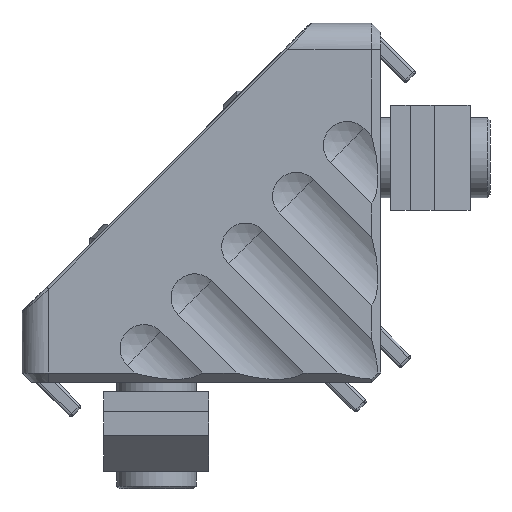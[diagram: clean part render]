
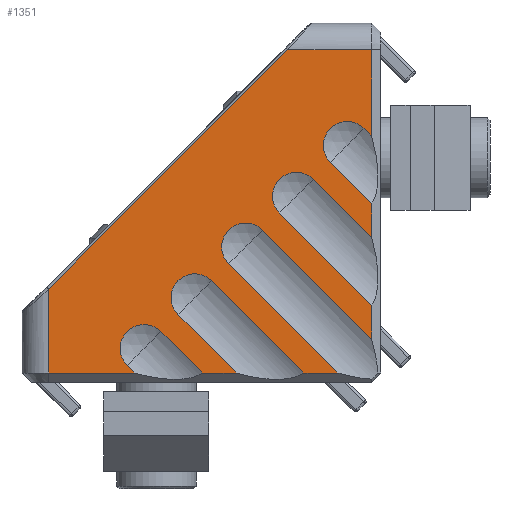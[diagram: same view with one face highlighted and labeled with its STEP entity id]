
A CAD part, left-side view. The second image highlights one B-rep face of the part: STEP entity #1351.
In plain terms, the highlighted planar face has unit normal (-1, 0, 0).
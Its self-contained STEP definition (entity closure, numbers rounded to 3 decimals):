
#1147=CARTESIAN_POINT('',(-14.,27.0,0.));
#1148=DIRECTION('',(-1.0,0.0,0.0));
#1149=DIRECTION('',(0.0,0.0,1.0));
#1150=AXIS2_PLACEMENT_3D('',#1147,#1148,#1149);
#1151=PLANE('',#1150);
#1152=CARTESIAN_POINT('',(-14.,0.7,10.877));
#1153=VERTEX_POINT('',#1152);
#1154=CARTESIAN_POINT('',(-14.,0.7,13.434));
#1155=VERTEX_POINT('',#1154);
#1156=CARTESIAN_POINT('',(-14.,0.7,10.877));
#1157=DIRECTION('',(0.0,0.0,1.0));
#1158=VECTOR('',#1157,2.557);
#1159=LINE('',#1156,#1158);
#1160=EDGE_CURVE('',#1153,#1155,#1159,.T.);
#1161=ORIENTED_EDGE('',*,*,#1160,.T.);
#1162=CARTESIAN_POINT('',(-14.,3.816,16.549));
#1163=VERTEX_POINT('',#1162);
#1164=CARTESIAN_POINT('',(-14.,0.7,13.434));
#1165=DIRECTION('',(0.0,0.707,0.707));
#1166=VECTOR('',#1165,4.406);
#1167=LINE('',#1164,#1166);
#1168=EDGE_CURVE('',#1155,#1163,#1167,.T.);
#1169=ORIENTED_EDGE('',*,*,#1168,.T.);
#1170=CARTESIAN_POINT('',(-14.,1.276,19.089));
#1171=VERTEX_POINT('',#1170);
#1172=CARTESIAN_POINT('',(-14.,2.546,17.819));
#1173=DIRECTION('',(1.0,0.0,0.0));
#1174=DIRECTION('',(0.0,0.0,1.0));
#1175=AXIS2_PLACEMENT_3D('',#1172,#1173,#1174);
#1176=CIRCLE('',#1175,1.796);
#1177=EDGE_CURVE('',#1163,#1171,#1176,.T.);
#1178=ORIENTED_EDGE('',*,*,#1177,.T.);
#1179=CARTESIAN_POINT('',(-14.,0.7,18.513));
#1180=VERTEX_POINT('',#1179);
#1181=CARTESIAN_POINT('',(-14.,1.276,19.089));
#1182=DIRECTION('',(0.0,-0.707,-0.707));
#1183=VECTOR('',#1182,0.814);
#1184=LINE('',#1181,#1183);
#1185=EDGE_CURVE('',#1171,#1180,#1184,.T.);
#1186=ORIENTED_EDGE('',*,*,#1185,.T.);
#1187=CARTESIAN_POINT('',(-14.,0.7,25.));
#1188=VERTEX_POINT('',#1187);
#1189=CARTESIAN_POINT('',(-14.,0.7,18.513));
#1190=DIRECTION('',(0.0,0.0,1.0));
#1191=VECTOR('',#1190,6.487);
#1192=LINE('',#1189,#1191);
#1193=EDGE_CURVE('',#1180,#1188,#1192,.T.);
#1194=ORIENTED_EDGE('',*,*,#1193,.T.);
#1195=CARTESIAN_POINT('',(-14.,7.017,25.));
#1196=VERTEX_POINT('',#1195);
#1197=CARTESIAN_POINT('',(-14.,0.7,25.));
#1198=DIRECTION('',(0.0,1.0,0.0));
#1199=VECTOR('',#1198,6.317);
#1200=LINE('',#1197,#1199);
#1201=EDGE_CURVE('',#1188,#1196,#1200,.T.);
#1202=ORIENTED_EDGE('',*,*,#1201,.T.);
#1203=CARTESIAN_POINT('',(-14.,25.,7.017));
#1204=VERTEX_POINT('',#1203);
#1205=CARTESIAN_POINT('',(-14.,7.017,25.));
#1206=DIRECTION('',(0.0,0.707,-0.707));
#1207=VECTOR('',#1206,25.432);
#1208=LINE('',#1205,#1207);
#1209=EDGE_CURVE('',#1196,#1204,#1208,.T.);
#1210=ORIENTED_EDGE('',*,*,#1209,.T.);
#1211=CARTESIAN_POINT('',(-14.,25.0,0.7));
#1212=VERTEX_POINT('',#1211);
#1213=CARTESIAN_POINT('',(-14.,25.,7.017));
#1214=DIRECTION('',(0.0,0.0,-1.0));
#1215=VECTOR('',#1214,6.317);
#1216=LINE('',#1213,#1215);
#1217=EDGE_CURVE('',#1204,#1212,#1216,.T.);
#1218=ORIENTED_EDGE('',*,*,#1217,.T.);
#1219=CARTESIAN_POINT('',(-14.,18.513,0.7));
#1220=VERTEX_POINT('',#1219);
#1221=CARTESIAN_POINT('',(-14.,25.0,0.7));
#1222=DIRECTION('',(0.0,-1.0,0.0));
#1223=VECTOR('',#1222,6.487);
#1224=LINE('',#1221,#1223);
#1225=EDGE_CURVE('',#1212,#1220,#1224,.T.);
#1226=ORIENTED_EDGE('',*,*,#1225,.T.);
#1227=CARTESIAN_POINT('',(-14.,19.089,1.276));
#1228=VERTEX_POINT('',#1227);
#1229=CARTESIAN_POINT('',(-14.,18.513,0.7));
#1230=DIRECTION('',(0.0,0.707,0.707));
#1231=VECTOR('',#1230,0.814);
#1232=LINE('',#1229,#1231);
#1233=EDGE_CURVE('',#1220,#1228,#1232,.T.);
#1234=ORIENTED_EDGE('',*,*,#1233,.T.);
#1235=CARTESIAN_POINT('',(-14.,16.549,3.816));
#1236=VERTEX_POINT('',#1235);
#1237=CARTESIAN_POINT('',(-14.,17.819,2.546));
#1238=DIRECTION('',(1.0,0.0,0.0));
#1239=DIRECTION('',(0.0,0.0,1.0));
#1240=AXIS2_PLACEMENT_3D('',#1237,#1238,#1239);
#1241=CIRCLE('',#1240,1.796);
#1242=EDGE_CURVE('',#1228,#1236,#1241,.T.);
#1243=ORIENTED_EDGE('',*,*,#1242,.T.);
#1244=CARTESIAN_POINT('',(-14.,13.434,0.7));
#1245=VERTEX_POINT('',#1244);
#1246=CARTESIAN_POINT('',(-14.,16.549,3.816));
#1247=DIRECTION('',(0.0,-0.707,-0.707));
#1248=VECTOR('',#1247,4.406);
#1249=LINE('',#1246,#1248);
#1250=EDGE_CURVE('',#1236,#1245,#1249,.T.);
#1251=ORIENTED_EDGE('',*,*,#1250,.T.);
#1252=CARTESIAN_POINT('',(-14.,10.877,0.7));
#1253=VERTEX_POINT('',#1252);
#1254=CARTESIAN_POINT('',(-14.,13.434,0.7));
#1255=DIRECTION('',(0.0,-1.0,0.0));
#1256=VECTOR('',#1255,2.557);
#1257=LINE('',#1254,#1256);
#1258=EDGE_CURVE('',#1245,#1253,#1257,.T.);
#1259=ORIENTED_EDGE('',*,*,#1258,.T.);
#1260=CARTESIAN_POINT('',(-14.,15.271,5.094));
#1261=VERTEX_POINT('',#1260);
#1262=CARTESIAN_POINT('',(-14.,10.877,0.7));
#1263=DIRECTION('',(0.0,0.707,0.707));
#1264=VECTOR('',#1263,6.214);
#1265=LINE('',#1262,#1264);
#1266=EDGE_CURVE('',#1253,#1261,#1265,.T.);
#1267=ORIENTED_EDGE('',*,*,#1266,.T.);
#1268=CARTESIAN_POINT('',(-14.,12.731,7.634));
#1269=VERTEX_POINT('',#1268);
#1270=CARTESIAN_POINT('',(-14.,14.001,6.364));
#1271=DIRECTION('',(1.0,0.0,0.0));
#1272=DIRECTION('',(0.0,0.0,1.0));
#1273=AXIS2_PLACEMENT_3D('',#1270,#1271,#1272);
#1274=CIRCLE('',#1273,1.796);
#1275=EDGE_CURVE('',#1261,#1269,#1274,.T.);
#1276=ORIENTED_EDGE('',*,*,#1275,.T.);
#1277=CARTESIAN_POINT('',(-14.,5.797,0.7));
#1278=VERTEX_POINT('',#1277);
#1279=CARTESIAN_POINT('',(-14.,12.731,7.634));
#1280=DIRECTION('',(0.0,-0.707,-0.707));
#1281=VECTOR('',#1280,9.806);
#1282=LINE('',#1279,#1281);
#1283=EDGE_CURVE('',#1269,#1278,#1282,.T.);
#1284=ORIENTED_EDGE('',*,*,#1283,.T.);
#1285=CARTESIAN_POINT('',(-14.,3.24,0.7));
#1286=VERTEX_POINT('',#1285);
#1287=CARTESIAN_POINT('',(-14.,5.797,0.7));
#1288=DIRECTION('',(0.0,-1.0,0.0));
#1289=VECTOR('',#1288,2.557);
#1290=LINE('',#1287,#1289);
#1291=EDGE_CURVE('',#1278,#1286,#1290,.T.);
#1292=ORIENTED_EDGE('',*,*,#1291,.T.);
#1293=CARTESIAN_POINT('',(-14.,11.452,8.912));
#1294=VERTEX_POINT('',#1293);
#1295=CARTESIAN_POINT('',(-14.,3.24,0.7));
#1296=DIRECTION('',(0.0,0.707,0.707));
#1297=VECTOR('',#1296,11.614);
#1298=LINE('',#1295,#1297);
#1299=EDGE_CURVE('',#1286,#1294,#1298,.T.);
#1300=ORIENTED_EDGE('',*,*,#1299,.T.);
#1301=CARTESIAN_POINT('',(-14.,8.912,11.452));
#1302=VERTEX_POINT('',#1301);
#1303=CARTESIAN_POINT('',(-14.,10.182,10.182));
#1304=DIRECTION('',(1.0,0.0,0.0));
#1305=DIRECTION('',(0.0,0.0,1.0));
#1306=AXIS2_PLACEMENT_3D('',#1303,#1304,#1305);
#1307=CIRCLE('',#1306,1.796);
#1308=EDGE_CURVE('',#1294,#1302,#1307,.T.);
#1309=ORIENTED_EDGE('',*,*,#1308,.T.);
#1310=CARTESIAN_POINT('',(-14.,0.7,3.24));
#1311=VERTEX_POINT('',#1310);
#1312=CARTESIAN_POINT('',(-14.,8.912,11.452));
#1313=DIRECTION('',(0.0,-0.707,-0.707));
#1314=VECTOR('',#1313,11.614);
#1315=LINE('',#1312,#1314);
#1316=EDGE_CURVE('',#1302,#1311,#1315,.T.);
#1317=ORIENTED_EDGE('',*,*,#1316,.T.);
#1318=CARTESIAN_POINT('',(-14.,0.7,5.797));
#1319=VERTEX_POINT('',#1318);
#1320=CARTESIAN_POINT('',(-14.,0.7,3.24));
#1321=DIRECTION('',(0.0,0.0,1.0));
#1322=VECTOR('',#1321,2.557);
#1323=LINE('',#1320,#1322);
#1324=EDGE_CURVE('',#1311,#1319,#1323,.T.);
#1325=ORIENTED_EDGE('',*,*,#1324,.T.);
#1326=CARTESIAN_POINT('',(-14.,7.634,12.731));
#1327=VERTEX_POINT('',#1326);
#1328=CARTESIAN_POINT('',(-14.,0.7,5.797));
#1329=DIRECTION('',(0.0,0.707,0.707));
#1330=VECTOR('',#1329,9.806);
#1331=LINE('',#1328,#1330);
#1332=EDGE_CURVE('',#1319,#1327,#1331,.T.);
#1333=ORIENTED_EDGE('',*,*,#1332,.T.);
#1334=CARTESIAN_POINT('',(-14.,5.094,15.271));
#1335=VERTEX_POINT('',#1334);
#1336=CARTESIAN_POINT('',(-14.,6.364,14.001));
#1337=DIRECTION('',(1.0,0.0,0.0));
#1338=DIRECTION('',(0.0,0.0,1.0));
#1339=AXIS2_PLACEMENT_3D('',#1336,#1337,#1338);
#1340=CIRCLE('',#1339,1.796);
#1341=EDGE_CURVE('',#1327,#1335,#1340,.T.);
#1342=ORIENTED_EDGE('',*,*,#1341,.T.);
#1343=CARTESIAN_POINT('',(-14.,5.094,15.271));
#1344=DIRECTION('',(0.0,-0.707,-0.707));
#1345=VECTOR('',#1344,6.214);
#1346=LINE('',#1343,#1345);
#1347=EDGE_CURVE('',#1335,#1153,#1346,.T.);
#1348=ORIENTED_EDGE('',*,*,#1347,.T.);
#1349=EDGE_LOOP('',(#1161,#1169,#1178,#1186,#1194,#1202,#1210,#1218,#1226,#1234,#1243,#1251,#1259,#1267,#1276,#1284,#1292,#1300,#1309,#1317,#1325,#1333,#1342,#1348));
#1350=FACE_OUTER_BOUND('',#1349,.T.);
#1351=ADVANCED_FACE('',(#1350),#1151,.T.);
